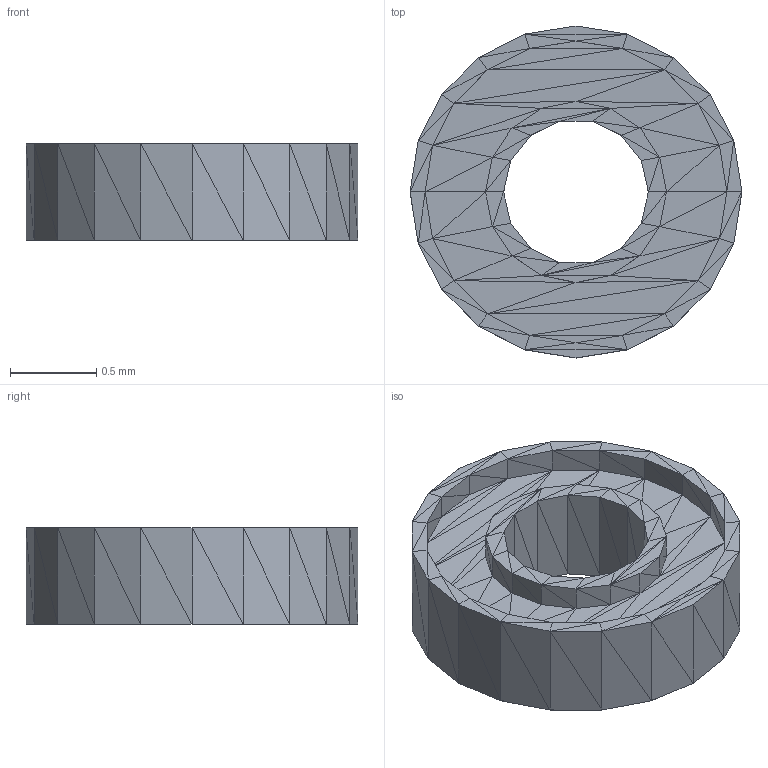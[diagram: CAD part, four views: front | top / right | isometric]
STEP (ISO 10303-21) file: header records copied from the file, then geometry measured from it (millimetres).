
FILE_DESCRIPTION(('FreeCAD Model'),'2;1');
FILE_NAME('Open CASCADE Shape Model','2024-03-25T01:11:57',('Author'),( ''),'Open CASCADE STEP processor 7.6','FreeCAD','Unknown');
FILE_SCHEMA(('AUTOMOTIVE_DESIGN { 1 0 10303 214 1 1 1 1 }'));
Length unit declared in the file: millimetre
Products named in the file (1): bearing4_mediumshape_fraunhofer002 (Solid)
Bounding box: 1.92 x 1.92 x 0.56 mm (x, y, z)
Volume: 0.9 mm3; surface area: 11.9 mm2
Topology: 1 solids, 1 shells, 424 faces, 636 edges, 212 vertices
Faces by surface type: plane 424
Entity records: 16565 total; most frequent: DIRECTION 2758, CARTESIAN_POINT 2545, LINE 1908, VECTOR 1908, ORIENTED_EDGE 1272, PCURVE 1272, DEFINITIONAL_REPRESENTATION 1272, EDGE_CURVE 636
